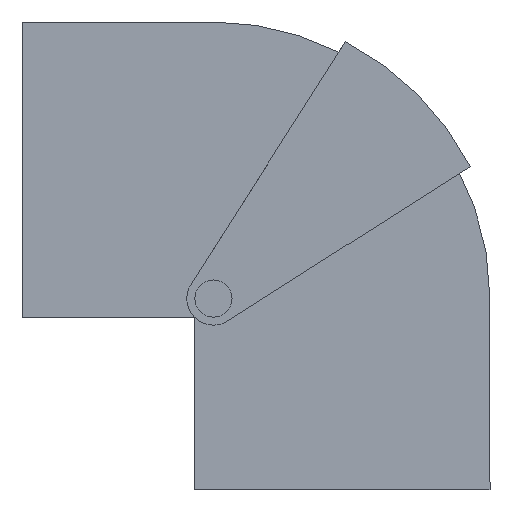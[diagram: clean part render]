
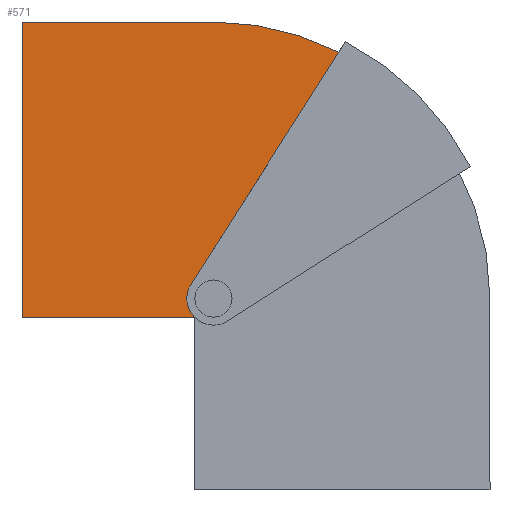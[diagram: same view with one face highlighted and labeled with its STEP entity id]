
A CAD part, front view. The second image highlights one B-rep face of the part: STEP entity #571.
In plain terms, the highlighted planar face has unit normal (0, -1, 0).
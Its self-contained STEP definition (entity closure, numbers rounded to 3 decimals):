
#21 = LINE ( 'NONE', #543, #1735 ) ;
#41 = EDGE_CURVE ( 'NONE', #991, #2090, #268, .T. ) ;
#64 = CARTESIAN_POINT ( 'NONE',  ( -36., -52.5, 52. ) ) ;
#72 = CARTESIAN_POINT ( 'NONE',  ( -36., -52.5, -3.5 ) ) ;
#179 = CIRCLE ( 'NONE', #918, 5. ) ;
#202 = EDGE_CURVE ( 'NONE', #1142, #991, #384, .T. ) ;
#230 = VERTEX_POINT ( 'NONE', #723 ) ;
#268 = LINE ( 'NONE', #1687, #1646 ) ;
#290 = EDGE_LOOP ( 'NONE', ( #737, #1473, #300, #352, #688, #1389 ) ) ;
#297 = DIRECTION ( 'NONE',  ( 0., 1., 0. ) ) ;
#300 = ORIENTED_EDGE ( 'NONE', *, *, #886, .F. ) ;
#329 = CARTESIAN_POINT ( 'NONE',  ( 0., -52.5, 0. ) ) ;
#352 = ORIENTED_EDGE ( 'NONE', *, *, #2035, .F. ) ;
#384 = LINE ( 'NONE', #72, #1256 ) ;
#490 = DIRECTION ( 'NONE',  ( 0., 0., 1. ) ) ;
#508 = LINE ( 'NONE', #1323, #1339 ) ;
#543 = CARTESIAN_POINT ( 'NONE',  ( -36., -52.5, 52. ) ) ;
#571 = ADVANCED_FACE ( 'NONE', ( #1014 ), #1951, .F. ) ;
#599 = CARTESIAN_POINT ( 'NONE',  ( 0., -52.5, 0. ) ) ;
#662 = VERTEX_POINT ( 'NONE', #963 ) ;
#688 = ORIENTED_EDGE ( 'NONE', *, *, #41, .F. ) ;
#690 = DIRECTION ( 'NONE',  ( 0., 0., 1. ) ) ;
#723 = CARTESIAN_POINT ( 'NONE',  ( 0., -52.5, 52. ) ) ;
#737 = ORIENTED_EDGE ( 'NONE', *, *, #1615, .F. ) ;
#762 = DIRECTION ( 'NONE',  ( 0., 0., 1. ) ) ;
#810 = AXIS2_PLACEMENT_3D ( 'NONE', #599, #1766, #762 ) ;
#886 = EDGE_CURVE ( 'NONE', #230, #1679, #1230, .T. ) ;
#918 = AXIS2_PLACEMENT_3D ( 'NONE', #329, #1476, #490 ) ;
#963 = CARTESIAN_POINT ( 'NONE',  ( -4.217, -52.5, 2.686 ) ) ;
#991 = VERTEX_POINT ( 'NONE', #1950 ) ;
#1014 = FACE_OUTER_BOUND ( 'NONE', #290, .T. ) ;
#1050 = DIRECTION ( 'NONE',  ( -1., 0., 0. ) ) ;
#1142 = VERTEX_POINT ( 'NONE', #1956 ) ;
#1230 = CIRCLE ( 'NONE', #810, 52. ) ;
#1256 = VECTOR ( 'NONE', #1050, 1000. ) ;
#1286 = CARTESIAN_POINT ( 'NONE',  ( 0., -52.5, 0. ) ) ;
#1323 = CARTESIAN_POINT ( 'NONE',  ( -4.217, -52.5, 2.686 ) ) ;
#1326 = AXIS2_PLACEMENT_3D ( 'NONE', #1286, #297, #1446 ) ;
#1339 = VECTOR ( 'NONE', #1836, 1000. ) ;
#1389 = ORIENTED_EDGE ( 'NONE', *, *, #202, .F. ) ;
#1446 = DIRECTION ( 'NONE',  ( 0., 0., 1. ) ) ;
#1473 = ORIENTED_EDGE ( 'NONE', *, *, #1689, .F. ) ;
#1476 = DIRECTION ( 'NONE',  ( 0., -1., 0. ) ) ;
#1615 = EDGE_CURVE ( 'NONE', #662, #1142, #179, .T. ) ;
#1646 = VECTOR ( 'NONE', #690, 1000. ) ;
#1679 = VERTEX_POINT ( 'NONE', #2003 ) ;
#1687 = CARTESIAN_POINT ( 'NONE',  ( -36., -52.5, -3.5 ) ) ;
#1689 = EDGE_CURVE ( 'NONE', #1679, #662, #508, .T. ) ;
#1703 = DIRECTION ( 'NONE',  ( 1., 0., 0. ) ) ;
#1735 = VECTOR ( 'NONE', #1703, 1000. ) ;
#1766 = DIRECTION ( 'NONE',  ( 0., 1., 0. ) ) ;
#1836 = DIRECTION ( 'NONE',  ( -0.537, 0., -0.843 ) ) ;
#1950 = CARTESIAN_POINT ( 'NONE',  ( -36., -52.5, -3.5 ) ) ;
#1951 = PLANE ( 'NONE',  #1326 ) ;
#1956 = CARTESIAN_POINT ( 'NONE',  ( -3.571, -52.5, -3.5 ) ) ;
#2003 = CARTESIAN_POINT ( 'NONE',  ( 23.593, -52.5, 46.34 ) ) ;
#2035 = EDGE_CURVE ( 'NONE', #2090, #230, #21, .T. ) ;
#2090 = VERTEX_POINT ( 'NONE', #64 ) ;
